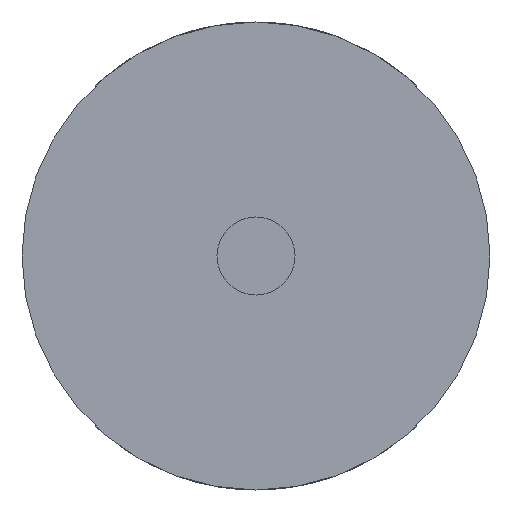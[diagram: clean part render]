
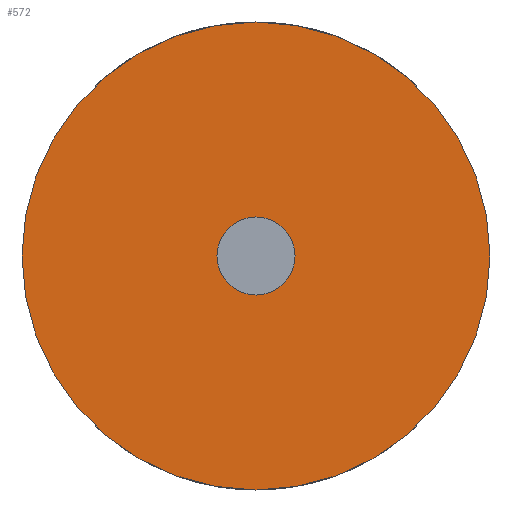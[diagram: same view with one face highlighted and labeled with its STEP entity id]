
A CAD part, front view. The second image highlights one B-rep face of the part: STEP entity #572.
In plain terms, the highlighted planar face has unit normal (0, -1, 0).
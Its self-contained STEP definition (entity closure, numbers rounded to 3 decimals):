
#16=FACE_BOUND('',#173,.T.);
#96=CIRCLE('',#643,2.5);
#97=CIRCLE('',#645,15.);
#108=PLANE('',#644);
#139=FACE_OUTER_BOUND('',#172,.T.);
#172=EDGE_LOOP('',(#525));
#173=EDGE_LOOP('',(#526));
#273=VERTEX_POINT('',#1956);
#274=VERTEX_POINT('',#1960);
#358=EDGE_CURVE('',#273,#273,#96,.T.);
#359=EDGE_CURVE('',#274,#274,#97,.T.);
#525=ORIENTED_EDGE('',*,*,#359,.F.);
#526=ORIENTED_EDGE('',*,*,#358,.T.);
#572=ADVANCED_FACE('',(#139,#16),#108,.T.);
#643=AXIS2_PLACEMENT_3D('',#1958,#760,#761);
#644=AXIS2_PLACEMENT_3D('',#1959,#762,#763);
#645=AXIS2_PLACEMENT_3D('',#1961,#764,#765);
#760=DIRECTION('center_axis',(0.,1.,0.));
#761=DIRECTION('ref_axis',(1.,0.,0.));
#762=DIRECTION('center_axis',(0.,-1.,0.));
#763=DIRECTION('ref_axis',(0.,0.,-1.));
#764=DIRECTION('center_axis',(0.,1.,0.));
#765=DIRECTION('ref_axis',(1.,0.,0.));
#1956=CARTESIAN_POINT('',(0.,0.005,-2.5));
#1958=CARTESIAN_POINT('Origin',(0.,0.005,0.));
#1959=CARTESIAN_POINT('Origin',(0.,0.005,15.));
#1960=CARTESIAN_POINT('',(0.,0.005,-15.));
#1961=CARTESIAN_POINT('Origin',(0.,0.005,0.));
